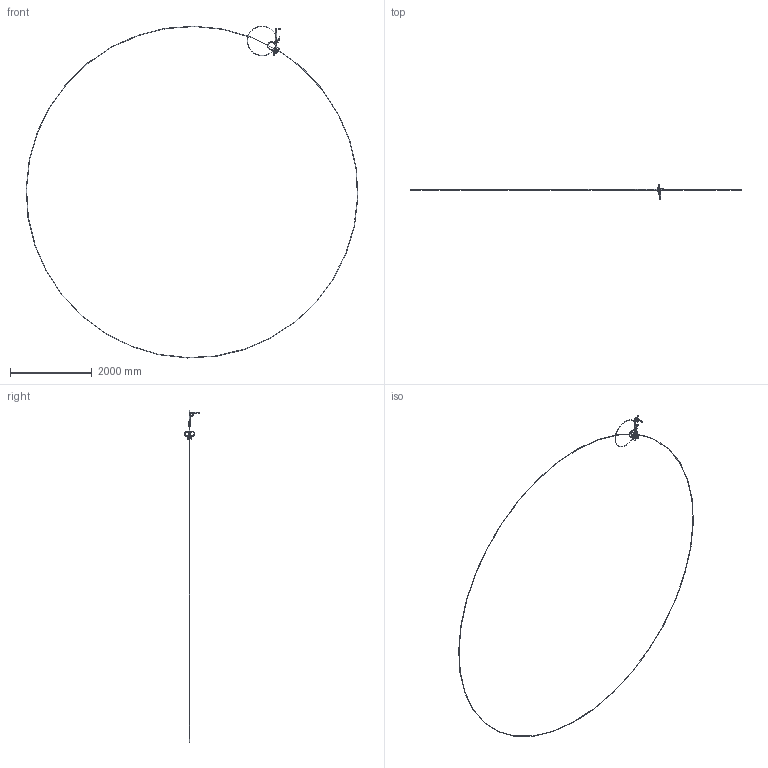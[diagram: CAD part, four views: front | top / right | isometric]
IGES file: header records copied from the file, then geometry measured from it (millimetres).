
Start section: C
Global section: file name: FKM15.igs; native system: By Siemens PLM Incorporated; preprocessor: XPlus GENERIC/IGES 19.0.9; author: Author; organization: Title; date: 20170522.162247; units: millimetre
Bounding box: 8102.17 x 364.95 x 8107.31 mm (x, y, z)
Volume: 2711017.7 mm3; surface area: 1114022.7 mm2
Topology: 41 solids, 41 shells, 1902 faces, 4564 edges, 2774 vertices
Faces by surface type: plane 844, cylinder 468, torus 288, bspline 204, cone 65, sphere 27, revolution 4, extrusion 2
Full cylindrical faces by diameter (mm): 1 x1, 1.3 x18, 3.4 x2, 4 x6, 5.2 x12, 5.3 x2, 5.8 x4, 6 x2, 7 x13, 7.2 x5, 7.684 x1, 8 x1, 8.2 x2, 8.6 x2, 9 x5, 9.501 x3, 9.56 x6, 10 x13, 10.5 x5, 10.7 x2, 10.917 x3, 11 x2, 11.5 x2, 11.501 x5, 12 x1, 13 x3, 13.917 x2, 14 x1, 14.4 x2, 14.6 x2
